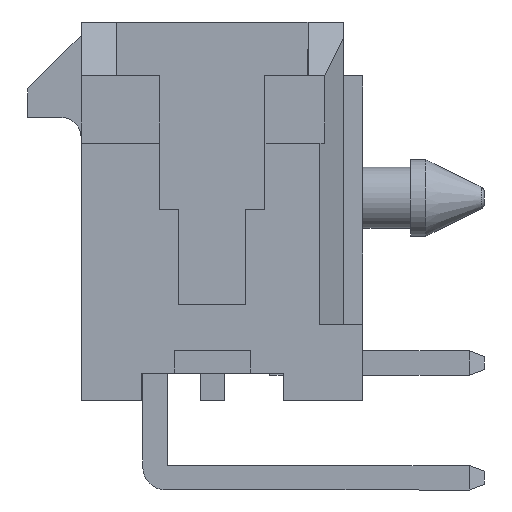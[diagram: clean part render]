
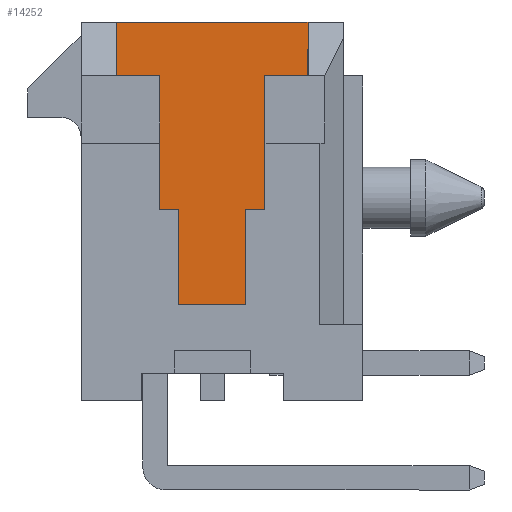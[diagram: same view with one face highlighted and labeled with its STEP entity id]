
A CAD part, left-side view. The second image highlights one B-rep face of the part: STEP entity #14252.
In plain terms, the highlighted planar face has unit normal (-1, 0, 0).
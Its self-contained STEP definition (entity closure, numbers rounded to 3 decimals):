
#182 = DIRECTION ( 'NONE',  ( 0., 1., 0. ) ) ;
#213 = VECTOR ( 'NONE', #6961, 1000. ) ;
#294 = EDGE_CURVE ( 'NONE', #3792, #8279, #3087, .T. ) ;
#734 = ORIENTED_EDGE ( 'NONE', *, *, #11746, .F. ) ;
#858 = ORIENTED_EDGE ( 'NONE', *, *, #3851, .F. ) ;
#1019 = VECTOR ( 'NONE', #9607, 1000. ) ;
#1247 = VECTOR ( 'NONE', #9240, 1000. ) ;
#1675 = ORIENTED_EDGE ( 'NONE', *, *, #9969, .F. ) ;
#1828 = CARTESIAN_POINT ( 'NONE',  ( -4.925, 1.375, 0.05 ) ) ;
#1829 = LINE ( 'NONE', #13155, #8755 ) ;
#1862 = ORIENTED_EDGE ( 'NONE', *, *, #294, .F. ) ;
#1870 = DIRECTION ( 'NONE',  ( 1., 0., 0. ) ) ;
#1871 = EDGE_CURVE ( 'NONE', #13203, #14699, #7525, .T. ) ;
#1882 = CARTESIAN_POINT ( 'NONE',  ( -4.925, 0.875, 0.05 ) ) ;
#2014 = VECTOR ( 'NONE', #3860, 1000. ) ;
#2062 = DIRECTION ( 'NONE',  ( 0., 0., 1. ) ) ;
#2108 = EDGE_CURVE ( 'NONE', #6453, #2696, #3385, .T. ) ;
#2275 = LINE ( 'NONE', #6468, #8504 ) ;
#2696 = VERTEX_POINT ( 'NONE', #1828 ) ;
#3087 = LINE ( 'NONE', #5726, #14278 ) ;
#3114 = ORIENTED_EDGE ( 'NONE', *, *, #12370, .F. ) ;
#3385 = LINE ( 'NONE', #4798, #9439 ) ;
#3647 = VERTEX_POINT ( 'NONE', #11327 ) ;
#3650 = EDGE_CURVE ( 'NONE', #14641, #5266, #14302, .T. ) ;
#3651 = CARTESIAN_POINT ( 'NONE',  ( -4.925, 3.435, 4.95 ) ) ;
#3710 = DIRECTION ( 'NONE',  ( 0., 1., 0. ) ) ;
#3792 = VERTEX_POINT ( 'NONE', #7105 ) ;
#3851 = EDGE_CURVE ( 'NONE', #11574, #3792, #13583, .T. ) ;
#3860 = DIRECTION ( 'NONE',  ( 0., 0., 1. ) ) ;
#4078 = LINE ( 'NONE', #5008, #5319 ) ;
#4123 = ORIENTED_EDGE ( 'NONE', *, *, #12507, .F. ) ;
#4138 = LINE ( 'NONE', #8282, #213 ) ;
#4294 = CARTESIAN_POINT ( 'NONE',  ( -4.925, 2.5, 4.95 ) ) ;
#4322 = CARTESIAN_POINT ( 'NONE',  ( -4.925, 1.375, 3.55 ) ) ;
#4389 = AXIS2_PLACEMENT_3D ( 'NONE', #4294, #1870, #12082 ) ;
#4660 = CARTESIAN_POINT ( 'NONE',  ( -4.925, 2.5, -2.7 ) ) ;
#4798 = CARTESIAN_POINT ( 'NONE',  ( -4.925, 0.875, 0.05 ) ) ;
#4802 = ORIENTED_EDGE ( 'NONE', *, *, #13555, .F. ) ;
#4886 = VECTOR ( 'NONE', #10226, 1000. ) ;
#5008 = CARTESIAN_POINT ( 'NONE',  ( -4.925, -0.875, 4.95 ) ) ;
#5222 = ORIENTED_EDGE ( 'NONE', *, *, #10101, .F. ) ;
#5266 = VERTEX_POINT ( 'NONE', #8211 ) ;
#5319 = VECTOR ( 'NONE', #8376, 1000. ) ;
#5438 = FACE_OUTER_BOUND ( 'NONE', #6136, .T. ) ;
#5614 = CARTESIAN_POINT ( 'NONE',  ( -4.925, 2.5, 4.95 ) ) ;
#5726 = CARTESIAN_POINT ( 'NONE',  ( -4.925, -2.5, 0. ) ) ;
#6136 = EDGE_LOOP ( 'NONE', ( #6838, #4802, #1862, #858, #5222, #8452, #3114, #8563, #4123, #7379, #1675, #734 ) ) ;
#6453 = VERTEX_POINT ( 'NONE', #1882 ) ;
#6468 = CARTESIAN_POINT ( 'NONE',  ( -4.925, 2.5, 4.95 ) ) ;
#6506 = PLANE ( 'NONE',  #4389 ) ;
#6838 = ORIENTED_EDGE ( 'NONE', *, *, #3650, .F. ) ;
#6961 = DIRECTION ( 'NONE',  ( 0., 1., 0. ) ) ;
#7002 = DIRECTION ( 'NONE',  ( 0., -1., 0. ) ) ;
#7072 = CARTESIAN_POINT ( 'NONE',  ( -4.925, 2.5, 3.55 ) ) ;
#7105 = CARTESIAN_POINT ( 'NONE',  ( -4.925, -2.5, 4.95 ) ) ;
#7129 = CARTESIAN_POINT ( 'NONE',  ( -4.925, -1.375, 3.55 ) ) ;
#7379 = ORIENTED_EDGE ( 'NONE', *, *, #1871, .F. ) ;
#7525 = LINE ( 'NONE', #4660, #1247 ) ;
#7535 = CARTESIAN_POINT ( 'NONE',  ( -4.925, -0.875, -2.7 ) ) ;
#8211 = CARTESIAN_POINT ( 'NONE',  ( -4.925, -1.375, 0.05 ) ) ;
#8279 = VERTEX_POINT ( 'NONE', #10807 ) ;
#8282 = CARTESIAN_POINT ( 'NONE',  ( -4.925, -1.375, 0.05 ) ) ;
#8302 = CARTESIAN_POINT ( 'NONE',  ( -4.925, 2.5, 3.55 ) ) ;
#8376 = DIRECTION ( 'NONE',  ( 0., 0., -1. ) ) ;
#8452 = ORIENTED_EDGE ( 'NONE', *, *, #8736, .F. ) ;
#8504 = VECTOR ( 'NONE', #8580, 1000. ) ;
#8554 = CARTESIAN_POINT ( 'NONE',  ( -4.925, 0.875, -2.7 ) ) ;
#8563 = ORIENTED_EDGE ( 'NONE', *, *, #2108, .F. ) ;
#8580 = DIRECTION ( 'NONE',  ( 0., 0., 1. ) ) ;
#8701 = VECTOR ( 'NONE', #182, 1000. ) ;
#8736 = EDGE_CURVE ( 'NONE', #13388, #3647, #13852, .T. ) ;
#8755 = VECTOR ( 'NONE', #2062, 1000. ) ;
#9080 = CARTESIAN_POINT ( 'NONE',  ( -4.925, -1.375, 4.95 ) ) ;
#9240 = DIRECTION ( 'NONE',  ( 0., 1., 0. ) ) ;
#9439 = VECTOR ( 'NONE', #3710, 1000. ) ;
#9607 = DIRECTION ( 'NONE',  ( 0., 1., 0. ) ) ;
#9683 = CARTESIAN_POINT ( 'NONE',  ( -4.925, -0.875, 0.05 ) ) ;
#9969 = EDGE_CURVE ( 'NONE', #14129, #13203, #4078, .T. ) ;
#10101 = EDGE_CURVE ( 'NONE', #3647, #11574, #2275, .T. ) ;
#10226 = DIRECTION ( 'NONE',  ( 0., 0., -1. ) ) ;
#10655 = CARTESIAN_POINT ( 'NONE',  ( -4.925, 1.375, 4.95 ) ) ;
#10807 = CARTESIAN_POINT ( 'NONE',  ( -4.925, -2.5, 3.55 ) ) ;
#11255 = LINE ( 'NONE', #10655, #2014 ) ;
#11327 = CARTESIAN_POINT ( 'NONE',  ( -4.925, 2.5, 3.55 ) ) ;
#11574 = VERTEX_POINT ( 'NONE', #5614 ) ;
#11746 = EDGE_CURVE ( 'NONE', #5266, #14129, #4138, .T. ) ;
#12082 = DIRECTION ( 'NONE',  ( 0., 0., -1. ) ) ;
#12370 = EDGE_CURVE ( 'NONE', #2696, #13388, #11255, .T. ) ;
#12507 = EDGE_CURVE ( 'NONE', #14699, #6453, #1829, .T. ) ;
#12686 = DIRECTION ( 'NONE',  ( 0., 0., -1. ) ) ;
#13155 = CARTESIAN_POINT ( 'NONE',  ( -4.925, 0.875, 4.95 ) ) ;
#13203 = VERTEX_POINT ( 'NONE', #7535 ) ;
#13323 = LINE ( 'NONE', #7072, #8701 ) ;
#13388 = VERTEX_POINT ( 'NONE', #4322 ) ;
#13555 = EDGE_CURVE ( 'NONE', #8279, #14641, #13323, .T. ) ;
#13583 = LINE ( 'NONE', #3651, #14289 ) ;
#13852 = LINE ( 'NONE', #8302, #1019 ) ;
#14129 = VERTEX_POINT ( 'NONE', #9683 ) ;
#14252 = ADVANCED_FACE ( 'NONE', ( #5438 ), #6506, .F. ) ;
#14278 = VECTOR ( 'NONE', #12686, 1000. ) ;
#14289 = VECTOR ( 'NONE', #7002, 1000. ) ;
#14302 = LINE ( 'NONE', #9080, #4886 ) ;
#14641 = VERTEX_POINT ( 'NONE', #7129 ) ;
#14699 = VERTEX_POINT ( 'NONE', #8554 ) ;
